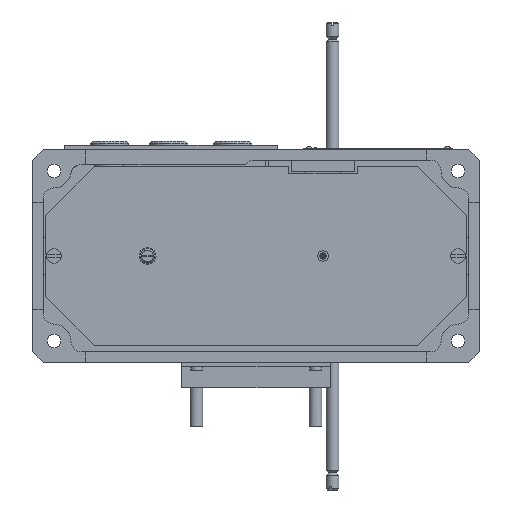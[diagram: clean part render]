
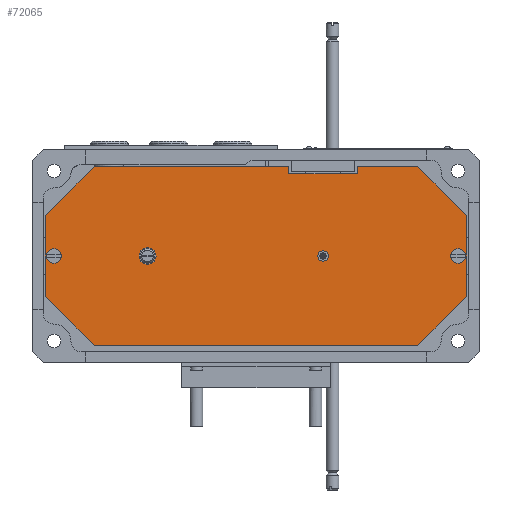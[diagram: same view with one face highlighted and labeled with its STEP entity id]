
A CAD part, front view. The second image highlights one B-rep face of the part: STEP entity #72065.
In plain terms, the highlighted planar face has unit normal (0, -1, 0).
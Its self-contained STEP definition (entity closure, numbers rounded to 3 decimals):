
#134 = VECTOR ( 'NONE', #74132, 1000. ) ;
#632 = CARTESIAN_POINT ( 'NONE',  ( 10., 3., 0. ) ) ;
#1139 = EDGE_CURVE ( 'NONE', #52485, #52485, #4952, .T. ) ;
#1165 = DIRECTION ( 'NONE',  ( 0., 0., -1. ) ) ;
#2882 = ORIENTED_EDGE ( 'NONE', *, *, #48164, .F. ) ;
#3011 = CIRCLE ( 'NONE', #45277, 2.15 ) ;
#3381 = CARTESIAN_POINT ( 'NONE',  ( 29., 3., -42. ) ) ;
#4693 = ORIENTED_EDGE ( 'NONE', *, *, #53604, .T. ) ;
#4807 = FACE_BOUND ( 'NONE', #74116, .T. ) ;
#4952 = CIRCLE ( 'NONE', #17022, 2.5 ) ;
#6033 = VERTEX_POINT ( 'NONE', #58945 ) ;
#7513 = ORIENTED_EDGE ( 'NONE', *, *, #43787, .F. ) ;
#7643 = DIRECTION ( 'NONE',  ( 0., 0., -1. ) ) ;
#7679 = EDGE_CURVE ( 'NONE', #24820, #60862, #23875, .T. ) ;
#7716 = CARTESIAN_POINT ( 'NONE',  ( 6., 3., -19. ) ) ;
#7889 = DIRECTION ( 'NONE',  ( 0., 1., 0. ) ) ;
#7927 = DIRECTION ( 'NONE',  ( -0.707, 0., -0.707 ) ) ;
#8133 = DIRECTION ( 'NONE',  ( 1., 0., 0. ) ) ;
#8573 = CARTESIAN_POINT ( 'NONE',  ( 6., 3., -19. ) ) ;
#8616 = DIRECTION ( 'NONE',  ( 0., 1., 0. ) ) ;
#9178 = EDGE_LOOP ( 'NONE', ( #54583 ) ) ;
#10260 = VERTEX_POINT ( 'NONE', #51469 ) ;
#10653 = EDGE_LOOP ( 'NONE', ( #24642 ) ) ;
#11165 = VECTOR ( 'NONE', #8133, 1000. ) ;
#11457 = CARTESIAN_POINT ( 'NONE',  ( 181., 3., -42. ) ) ;
#12072 = VERTEX_POINT ( 'NONE', #29036 ) ;
#12940 = CARTESIAN_POINT ( 'NONE',  ( 204., 3., -19. ) ) ;
#13358 = DIRECTION ( 'NONE',  ( -1., 0., 0. ) ) ;
#13741 = DIRECTION ( 'NONE',  ( -0.707, 0., 0.707 ) ) ;
#13830 = CIRCLE ( 'NONE', #19868, 2.15 ) ;
#15017 = CARTESIAN_POINT ( 'NONE',  ( 136.5, 3., 0. ) ) ;
#15255 = VERTEX_POINT ( 'NONE', #17217 ) ;
#17017 = ORIENTED_EDGE ( 'NONE', *, *, #71720, .T. ) ;
#17022 = AXIS2_PLACEMENT_3D ( 'NONE', #15017, #8616, #54738 ) ;
#17217 = CARTESIAN_POINT ( 'NONE',  ( 29., 3., 42. ) ) ;
#17303 = CARTESIAN_POINT ( 'NONE',  ( 136.5, 3., 2.5 ) ) ;
#17863 = VECTOR ( 'NONE', #13741, 1000. ) ;
#18263 = DIRECTION ( 'NONE',  ( 0., 0., 1. ) ) ;
#18345 = ORIENTED_EDGE ( 'NONE', *, *, #67832, .F. ) ;
#18695 = CARTESIAN_POINT ( 'NONE',  ( 152.5, 3., 42. ) ) ;
#19011 = CARTESIAN_POINT ( 'NONE',  ( 6., 3., 19. ) ) ;
#19868 = AXIS2_PLACEMENT_3D ( 'NONE', #30196, #7889, #65015 ) ;
#20915 = VERTEX_POINT ( 'NONE', #23358 ) ;
#23004 = DIRECTION ( 'NONE',  ( 0., 0., 1. ) ) ;
#23358 = CARTESIAN_POINT ( 'NONE',  ( 181., 3., 42. ) ) ;
#23678 = CARTESIAN_POINT ( 'NONE',  ( 29., 3., 42. ) ) ;
#23686 = DIRECTION ( 'NONE',  ( 0., 1., 0. ) ) ;
#23875 = LINE ( 'NONE', #12940, #45897 ) ;
#23884 = VECTOR ( 'NONE', #46734, 1000. ) ;
#24602 = EDGE_CURVE ( 'NONE', #70138, #20915, #36871, .T. ) ;
#24642 = ORIENTED_EDGE ( 'NONE', *, *, #59707, .T. ) ;
#24820 = VERTEX_POINT ( 'NONE', #36034 ) ;
#25218 = ORIENTED_EDGE ( 'NONE', *, *, #57906, .F. ) ;
#25439 = DIRECTION ( 'NONE',  ( 0.707, 0., 0.707 ) ) ;
#25477 = VERTEX_POINT ( 'NONE', #29438 ) ;
#25929 = ORIENTED_EDGE ( 'NONE', *, *, #31749, .F. ) ;
#26746 = CARTESIAN_POINT ( 'NONE',  ( 105., 3., -118. ) ) ;
#27182 = VERTEX_POINT ( 'NONE', #39274 ) ;
#27756 = VECTOR ( 'NONE', #49495, 1000. ) ;
#29036 = CARTESIAN_POINT ( 'NONE',  ( 54., 3., 4. ) ) ;
#29423 = AXIS2_PLACEMENT_3D ( 'NONE', #29996, #52694, #18263 ) ;
#29438 = CARTESIAN_POINT ( 'NONE',  ( 6., 3., 19. ) ) ;
#29996 = CARTESIAN_POINT ( 'NONE',  ( 54., 3., 0. ) ) ;
#30196 = CARTESIAN_POINT ( 'NONE',  ( 200., 3., 0. ) ) ;
#31749 = EDGE_CURVE ( 'NONE', #20915, #24820, #46059, .T. ) ;
#31924 = LINE ( 'NONE', #67167, #58082 ) ;
#32662 = DIRECTION ( 'NONE',  ( 0., 0., 1. ) ) ;
#32786 = FACE_BOUND ( 'NONE', #9178, .T. ) ;
#33042 = CIRCLE ( 'NONE', #29423, 4. ) ;
#33923 = FACE_BOUND ( 'NONE', #38128, .T. ) ;
#34353 = CARTESIAN_POINT ( 'NONE',  ( 200., 3., 2.15 ) ) ;
#35601 = LINE ( 'NONE', #64362, #48799 ) ;
#35998 = VERTEX_POINT ( 'NONE', #51171 ) ;
#36034 = CARTESIAN_POINT ( 'NONE',  ( 204., 3., 19. ) ) ;
#36643 = LINE ( 'NONE', #59765, #47343 ) ;
#36871 = LINE ( 'NONE', #55008, #11165 ) ;
#37022 = VERTEX_POINT ( 'NONE', #8573 ) ;
#37732 = VECTOR ( 'NONE', #25439, 1000. ) ;
#38076 = PLANE ( 'NONE',  #41720 ) ;
#38128 = EDGE_LOOP ( 'NONE', ( #57202 ) ) ;
#38446 = DIRECTION ( 'NONE',  ( 0., 0., -1. ) ) ;
#39274 = CARTESIAN_POINT ( 'NONE',  ( 10., 3., 2.15 ) ) ;
#40033 = VERTEX_POINT ( 'NONE', #34353 ) ;
#40731 = DIRECTION ( 'NONE',  ( 0., 0., 1. ) ) ;
#41720 = AXIS2_PLACEMENT_3D ( 'NONE', #26746, #44133, #38446 ) ;
#43358 = VERTEX_POINT ( 'NONE', #46254 ) ;
#43787 = EDGE_CURVE ( 'NONE', #44340, #6033, #55198, .T. ) ;
#44133 = DIRECTION ( 'NONE',  ( 0., -1., 0. ) ) ;
#44310 = VECTOR ( 'NONE', #23004, 1000. ) ;
#44340 = VERTEX_POINT ( 'NONE', #11457 ) ;
#45277 = AXIS2_PLACEMENT_3D ( 'NONE', #632, #23686, #40731 ) ;
#45897 = VECTOR ( 'NONE', #7643, 1000. ) ;
#46059 = LINE ( 'NONE', #62412, #134 ) ;
#46219 = ORIENTED_EDGE ( 'NONE', *, *, #54327, .F. ) ;
#46254 = CARTESIAN_POINT ( 'NONE',  ( 120.5, 3., 38.6 ) ) ;
#46734 = DIRECTION ( 'NONE',  ( 1., 0., 0. ) ) ;
#47343 = VECTOR ( 'NONE', #7927, 1000. ) ;
#48164 = EDGE_CURVE ( 'NONE', #25477, #15255, #70900, .T. ) ;
#48799 = VECTOR ( 'NONE', #1165, 1000. ) ;
#49495 = DIRECTION ( 'NONE',  ( -1., 0., 0. ) ) ;
#50006 = EDGE_CURVE ( 'NONE', #70138, #35998, #35601, .T. ) ;
#50616 = EDGE_CURVE ( 'NONE', #27182, #27182, #3011, .T. ) ;
#51171 = CARTESIAN_POINT ( 'NONE',  ( 152.5, 3., 38.6 ) ) ;
#51264 = VECTOR ( 'NONE', #13358, 1000. ) ;
#51310 = LINE ( 'NONE', #23678, #23884 ) ;
#51469 = CARTESIAN_POINT ( 'NONE',  ( 120.5, 3., 42. ) ) ;
#52485 = VERTEX_POINT ( 'NONE', #17303 ) ;
#52694 = DIRECTION ( 'NONE',  ( 0., 1., 0. ) ) ;
#52843 = EDGE_LOOP ( 'NONE', ( #66732, #17017, #4693, #60409, #2882, #18345, #46219, #7513, #25218, #72810, #25929, #71890 ) ) ;
#53604 = EDGE_CURVE ( 'NONE', #43358, #10260, #57820, .T. ) ;
#53805 = LINE ( 'NONE', #71280, #51264 ) ;
#54327 = EDGE_CURVE ( 'NONE', #6033, #37022, #59162, .T. ) ;
#54583 = ORIENTED_EDGE ( 'NONE', *, *, #50616, .T. ) ;
#54738 = DIRECTION ( 'NONE',  ( 0., 0., 1. ) ) ;
#55008 = CARTESIAN_POINT ( 'NONE',  ( 29., 3., 42. ) ) ;
#55198 = LINE ( 'NONE', #3381, #27756 ) ;
#57202 = ORIENTED_EDGE ( 'NONE', *, *, #1139, .T. ) ;
#57820 = LINE ( 'NONE', #68495, #44310 ) ;
#57906 = EDGE_CURVE ( 'NONE', #60862, #44340, #36643, .T. ) ;
#58082 = VECTOR ( 'NONE', #32662, 1000. ) ;
#58945 = CARTESIAN_POINT ( 'NONE',  ( 29., 3., -42. ) ) ;
#58968 = EDGE_CURVE ( 'NONE', #12072, #12072, #33042, .T. ) ;
#59162 = LINE ( 'NONE', #7716, #17863 ) ;
#59707 = EDGE_CURVE ( 'NONE', #40033, #40033, #13830, .T. ) ;
#59765 = CARTESIAN_POINT ( 'NONE',  ( 181., 3., -42. ) ) ;
#60409 = ORIENTED_EDGE ( 'NONE', *, *, #64169, .F. ) ;
#60862 = VERTEX_POINT ( 'NONE', #72861 ) ;
#62412 = CARTESIAN_POINT ( 'NONE',  ( 181., 3., 42. ) ) ;
#63479 = ORIENTED_EDGE ( 'NONE', *, *, #58968, .T. ) ;
#64169 = EDGE_CURVE ( 'NONE', #15255, #10260, #51310, .T. ) ;
#64362 = CARTESIAN_POINT ( 'NONE',  ( 152.5, 3., 42. ) ) ;
#65015 = DIRECTION ( 'NONE',  ( 0., 0., 1. ) ) ;
#66732 = ORIENTED_EDGE ( 'NONE', *, *, #50006, .T. ) ;
#67167 = CARTESIAN_POINT ( 'NONE',  ( 6., 3., -19. ) ) ;
#67289 = FACE_OUTER_BOUND ( 'NONE', #52843, .T. ) ;
#67832 = EDGE_CURVE ( 'NONE', #37022, #25477, #31924, .T. ) ;
#68030 = FACE_BOUND ( 'NONE', #10653, .T. ) ;
#68495 = CARTESIAN_POINT ( 'NONE',  ( 120.5, 3., 42. ) ) ;
#70138 = VERTEX_POINT ( 'NONE', #18695 ) ;
#70900 = LINE ( 'NONE', #19011, #37732 ) ;
#71280 = CARTESIAN_POINT ( 'NONE',  ( 152.5, 3., 38.6 ) ) ;
#71720 = EDGE_CURVE ( 'NONE', #35998, #43358, #53805, .T. ) ;
#71890 = ORIENTED_EDGE ( 'NONE', *, *, #24602, .F. ) ;
#72065 = ADVANCED_FACE ( 'NONE', ( #33923, #67289, #4807, #32786, #68030 ), #38076, .T. ) ;
#72810 = ORIENTED_EDGE ( 'NONE', *, *, #7679, .F. ) ;
#72861 = CARTESIAN_POINT ( 'NONE',  ( 204., 3., -19. ) ) ;
#74116 = EDGE_LOOP ( 'NONE', ( #63479 ) ) ;
#74132 = DIRECTION ( 'NONE',  ( 0.707, 0., -0.707 ) ) ;
